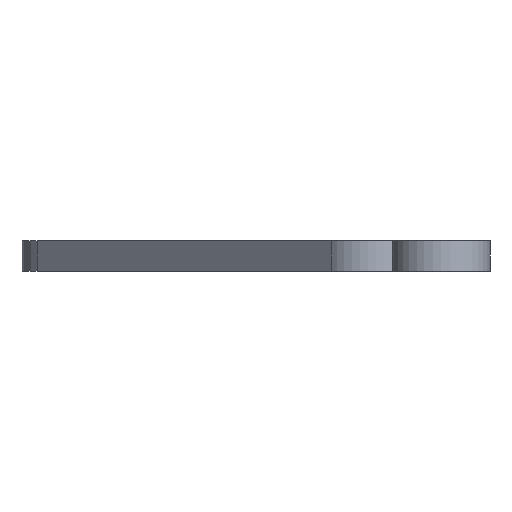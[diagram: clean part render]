
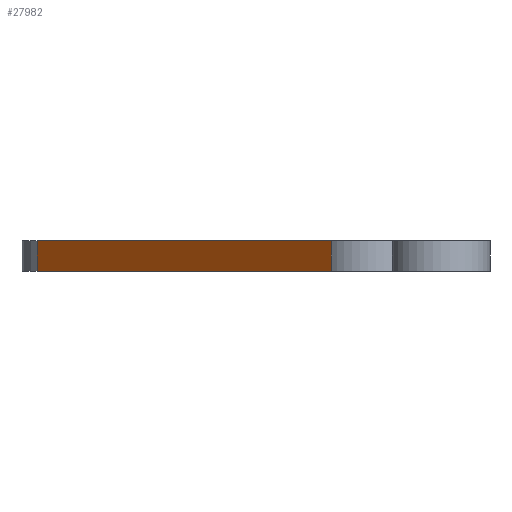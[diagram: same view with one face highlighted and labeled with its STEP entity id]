
A CAD part, left-side view. The second image highlights one B-rep face of the part: STEP entity #27982.
In plain terms, the highlighted planar face has unit normal (-0.707, 0.707, 0).
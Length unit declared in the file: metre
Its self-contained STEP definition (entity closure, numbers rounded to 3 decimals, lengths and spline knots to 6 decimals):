
#39=PLANE('',#29413);
#1467=ORIENTED_EDGE('',*,*,#9841,.T.);
#1468=ORIENTED_EDGE('',*,*,#9835,.F.);
#1469=ORIENTED_EDGE('',*,*,#9842,.F.);
#1470=ORIENTED_EDGE('',*,*,#9843,.T.);
#9835=EDGE_CURVE('',#14022,#14023,#16813,.T.);
#9841=EDGE_CURVE('',#14028,#14023,#16816,.T.);
#9842=EDGE_CURVE('',#14029,#14022,#16817,.T.);
#9843=EDGE_CURVE('',#14029,#14028,#16818,.T.);
#14022=VERTEX_POINT('',#37841);
#14023=VERTEX_POINT('',#37843);
#14028=VERTEX_POINT('',#37856);
#14029=VERTEX_POINT('',#37858);
#16813=LINE('',#37842,#20961);
#16816=LINE('',#37855,#20964);
#16817=LINE('',#37857,#20965);
#16818=LINE('',#37859,#20966);
#20961=VECTOR('',#30840,1.);
#20964=VECTOR('',#30853,1.);
#20965=VECTOR('',#30854,1.);
#20966=VECTOR('',#30855,1.);
#25110=EDGE_LOOP('',(#1467,#1468,#1469,#1470));
#26543=FACE_BOUND('',#25110,.T.);
#27982=ADVANCED_FACE('',(#26543),#39,.F.);
#29413=AXIS2_PLACEMENT_3D('',#37854,#30851,#30852);
#30840=DIRECTION('',(0.,0.,-1.));
#30851=DIRECTION('',(0.707,-0.707,0.));
#30852=DIRECTION('',(0.707,0.707,0.));
#30853=DIRECTION('',(-0.707,-0.707,0.));
#30854=DIRECTION('',(-0.707,-0.707,0.));
#30855=DIRECTION('',(0.,0.,-1.));
#37841=CARTESIAN_POINT('',(-0.030168,-0.012349,0.005));
#37842=CARTESIAN_POINT('',(-0.030168,-0.012349,0.005));
#37843=CARTESIAN_POINT('',(-0.030168,-0.012349,0.));
#37854=CARTESIAN_POINT('',(-0.00641,0.01141,0.005));
#37855=CARTESIAN_POINT('',(-0.00641,0.01141,0.));
#37856=CARTESIAN_POINT('',(0.017349,0.035168,0.));
#37857=CARTESIAN_POINT('',(-0.00641,0.01141,0.005));
#37858=CARTESIAN_POINT('',(0.017349,0.035168,0.005));
#37859=CARTESIAN_POINT('',(0.017349,0.035168,0.005));
